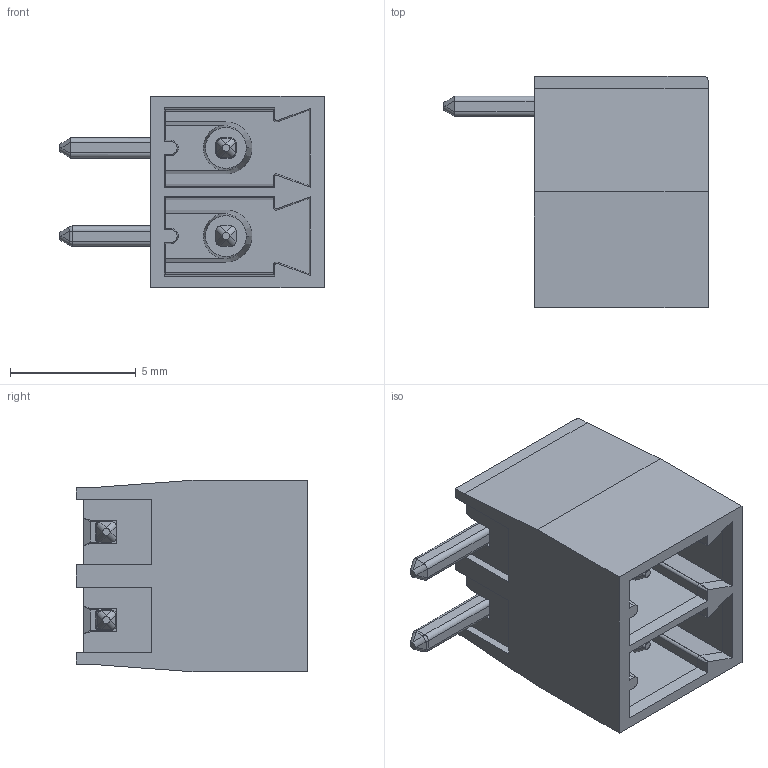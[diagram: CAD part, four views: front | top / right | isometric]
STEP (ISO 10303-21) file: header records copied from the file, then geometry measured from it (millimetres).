
FILE_DESCRIPTION (( 'STEP AP214' ), '1' );
FILE_NAME ('110-M-111-02.STEP', '2007-10-25T15:31:07', ( 'weco' ), ( 'weco' ), 'SwSTEP 2.0', 'SolidWorks 2007', '' );
FILE_SCHEMA (( 'AUTOMOTIVE_DESIGN' ));
Length unit declared in the file: millimetre
Products named in the file (1): 110-M-111-02
Bounding box: 10.5 x 9.2 x 7.6 mm (x, y, z)
Volume: 211 mm3; surface area: 775.8 mm2
Topology: 1 solids, 1 shells, 389 faces, 1090 edges, 695 vertices
Faces by surface type: plane 266, cylinder 97, bspline 14, cone 12
Entity records: 12934 total; most frequent: CARTESIAN_POINT 3617, ORIENTED_EDGE 2164, DIRECTION 1590, EDGE_CURVE 1082, VERTEX_POINT 695, VECTOR 682, LINE 682, AXIS2_PLACEMENT_3D 454
